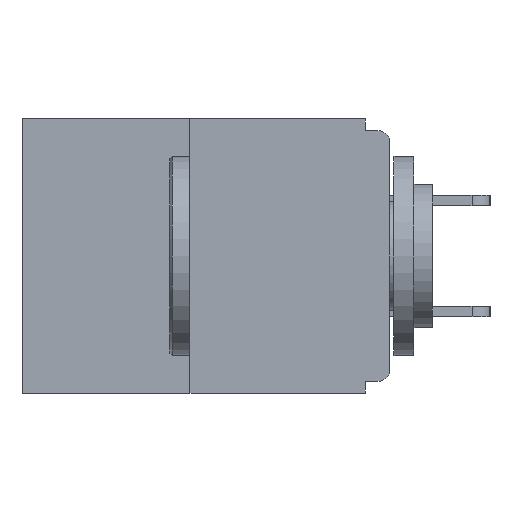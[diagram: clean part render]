
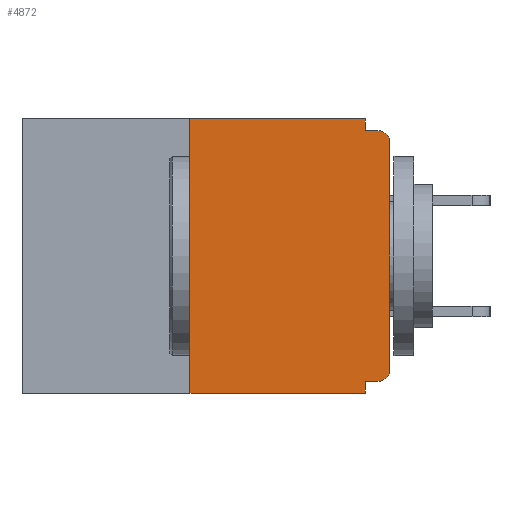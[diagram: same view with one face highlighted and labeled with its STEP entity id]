
A CAD part, left-side view. The second image highlights one B-rep face of the part: STEP entity #4872.
In plain terms, the highlighted planar face has unit normal (-1, 0, 0).
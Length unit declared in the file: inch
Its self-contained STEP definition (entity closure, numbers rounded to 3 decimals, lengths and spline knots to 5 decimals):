
#446 = CARTESIAN_POINT ( 'NONE',  ( 0., 0.031, -0.343 ) ) ;
#820 = CARTESIAN_POINT ( 'NONE',  ( 0., 0.031, -0.328 ) ) ;
#1503 = EDGE_LOOP ( 'NONE', ( #28148, #23811, #8163, #30505, #22147, #29846, #4891, #2430, #4691, #25657 ) ) ;
#1663 = CARTESIAN_POINT ( 'NONE',  ( 0., 0.25, 0. ) ) ;
#1761 = DIRECTION ( 'NONE',  ( 0., 0., 1. ) ) ;
#1851 = AXIS2_PLACEMENT_3D ( 'NONE', #18703, #21095, #28029 ) ;
#2430 = ORIENTED_EDGE ( 'NONE', *, *, #29447, .T. ) ;
#2757 = CARTESIAN_POINT ( 'NONE',  ( 0., 0., -0.328 ) ) ;
#3345 = VERTEX_POINT ( 'NONE', #24752 ) ;
#3667 = DIRECTION ( 'NONE',  ( 0., 0., -1. ) ) ;
#3917 = VERTEX_POINT ( 'NONE', #5566 ) ;
#4691 = ORIENTED_EDGE ( 'NONE', *, *, #30391, .F. ) ;
#4872 = ADVANCED_FACE ( 'NONE', ( #6813 ), #15251, .F. ) ;
#4891 = ORIENTED_EDGE ( 'NONE', *, *, #11014, .T. ) ;
#5160 = LINE ( 'NONE', #26891, #27318 ) ;
#5212 = VECTOR ( 'NONE', #17111, 39.37008 ) ;
#5566 = CARTESIAN_POINT ( 'NONE',  ( 0., 0.25, -0.343 ) ) ;
#5717 = VERTEX_POINT ( 'NONE', #9418 ) ;
#6000 = VECTOR ( 'NONE', #6657, 39.37008 ) ;
#6097 = CARTESIAN_POINT ( 'NONE',  ( 0., 0.015, -0.03 ) ) ;
#6167 = VECTOR ( 'NONE', #27614, 39.37008 ) ;
#6337 = EDGE_CURVE ( 'NONE', #28606, #19305, #12388, .T. ) ;
#6657 = DIRECTION ( 'NONE',  ( 0., -1., 0. ) ) ;
#6813 = FACE_OUTER_BOUND ( 'NONE', #1503, .T. ) ;
#7012 = EDGE_CURVE ( 'NONE', #13745, #5717, #20242, .T. ) ;
#8163 = ORIENTED_EDGE ( 'NONE', *, *, #29149, .T. ) ;
#8407 = DIRECTION ( 'NONE',  ( -1., 0., 0. ) ) ;
#8704 = CARTESIAN_POINT ( 'NONE',  ( 0., 0.031, -0.343 ) ) ;
#8925 = CARTESIAN_POINT ( 'NONE',  ( 0., 0.015, -0.328 ) ) ;
#9354 = DIRECTION ( 'NONE',  ( 0., -1., 0. ) ) ;
#9418 = CARTESIAN_POINT ( 'NONE',  ( 0., 0.031, 0. ) ) ;
#9506 = CARTESIAN_POINT ( 'NONE',  ( 0., 0.031, -0.015 ) ) ;
#10568 = CARTESIAN_POINT ( 'NONE',  ( 0., 0.46, 0. ) ) ;
#10711 = LINE ( 'NONE', #13179, #6167 ) ;
#11014 = EDGE_CURVE ( 'NONE', #3345, #22976, #5160, .T. ) ;
#11428 = CIRCLE ( 'NONE', #30255, 0.015 ) ;
#11747 = LINE ( 'NONE', #26540, #29324 ) ;
#12388 = LINE ( 'NONE', #2757, #5212 ) ;
#12761 = EDGE_CURVE ( 'NONE', #19305, #18820, #15190, .T. ) ;
#13179 = CARTESIAN_POINT ( 'NONE',  ( 0., 0.46, -0.343 ) ) ;
#13383 = CARTESIAN_POINT ( 'NONE',  ( 0., 0., -0.03 ) ) ;
#13745 = VERTEX_POINT ( 'NONE', #19908 ) ;
#14121 = VECTOR ( 'NONE', #25287, 39.37008 ) ;
#15044 = EDGE_CURVE ( 'NONE', #5717, #18328, #11747, .T. ) ;
#15190 = LINE ( 'NONE', #8704, #14121 ) ;
#15251 = PLANE ( 'NONE',  #15452 ) ;
#15452 = AXIS2_PLACEMENT_3D ( 'NONE', #10568, #15973, #30132 ) ;
#15973 = DIRECTION ( 'NONE',  ( 1., 0., 0. ) ) ;
#16757 = CARTESIAN_POINT ( 'NONE',  ( 0., 0., -0.015 ) ) ;
#16796 = DIRECTION ( 'NONE',  ( 0., 0., 1. ) ) ;
#17111 = DIRECTION ( 'NONE',  ( 0., 1., 0. ) ) ;
#18328 = VERTEX_POINT ( 'NONE', #9506 ) ;
#18703 = CARTESIAN_POINT ( 'NONE',  ( 0., 0.015, -0.313 ) ) ;
#18820 = VERTEX_POINT ( 'NONE', #446 ) ;
#19305 = VERTEX_POINT ( 'NONE', #820 ) ;
#19466 = VECTOR ( 'NONE', #1761, 39.37008 ) ;
#19908 = CARTESIAN_POINT ( 'NONE',  ( 0., 0.25, 0. ) ) ;
#20047 = CARTESIAN_POINT ( 'NONE',  ( 0., 0.015, -0.015 ) ) ;
#20242 = LINE ( 'NONE', #25942, #6000 ) ;
#20573 = DIRECTION ( 'NONE',  ( 0., 0., -1. ) ) ;
#21095 = DIRECTION ( 'NONE',  ( -1., 0., 0. ) ) ;
#21309 = LINE ( 'NONE', #16757, #22075 ) ;
#22075 = VECTOR ( 'NONE', #9354, 39.37008 ) ;
#22147 = ORIENTED_EDGE ( 'NONE', *, *, #6337, .F. ) ;
#22976 = VERTEX_POINT ( 'NONE', #13383 ) ;
#23111 = EDGE_CURVE ( 'NONE', #28606, #3345, #27112, .T. ) ;
#23811 = ORIENTED_EDGE ( 'NONE', *, *, #26408, .F. ) ;
#24752 = CARTESIAN_POINT ( 'NONE',  ( 0., 0., -0.313 ) ) ;
#25287 = DIRECTION ( 'NONE',  ( 0., 0., -1. ) ) ;
#25657 = ORIENTED_EDGE ( 'NONE', *, *, #15044, .F. ) ;
#25942 = CARTESIAN_POINT ( 'NONE',  ( 0., 0.46, 0. ) ) ;
#26408 = EDGE_CURVE ( 'NONE', #3917, #13745, #29213, .T. ) ;
#26540 = CARTESIAN_POINT ( 'NONE',  ( 0., 0.031, 0. ) ) ;
#26891 = CARTESIAN_POINT ( 'NONE',  ( 0., 0., 0. ) ) ;
#27112 = CIRCLE ( 'NONE', #1851, 0.015 ) ;
#27318 = VECTOR ( 'NONE', #16796, 39.37008 ) ;
#27614 = DIRECTION ( 'NONE',  ( 0., -1., 0. ) ) ;
#28029 = DIRECTION ( 'NONE',  ( 0., 0., -1. ) ) ;
#28148 = ORIENTED_EDGE ( 'NONE', *, *, #7012, .F. ) ;
#28606 = VERTEX_POINT ( 'NONE', #8925 ) ;
#29149 = EDGE_CURVE ( 'NONE', #3917, #18820, #10711, .T. ) ;
#29213 = LINE ( 'NONE', #1663, #19466 ) ;
#29324 = VECTOR ( 'NONE', #20573, 39.37008 ) ;
#29447 = EDGE_CURVE ( 'NONE', #22976, #29929, #11428, .T. ) ;
#29846 = ORIENTED_EDGE ( 'NONE', *, *, #23111, .T. ) ;
#29929 = VERTEX_POINT ( 'NONE', #20047 ) ;
#30132 = DIRECTION ( 'NONE',  ( 0., 0., -1. ) ) ;
#30255 = AXIS2_PLACEMENT_3D ( 'NONE', #6097, #8407, #3667 ) ;
#30391 = EDGE_CURVE ( 'NONE', #18328, #29929, #21309, .T. ) ;
#30505 = ORIENTED_EDGE ( 'NONE', *, *, #12761, .F. ) ;
